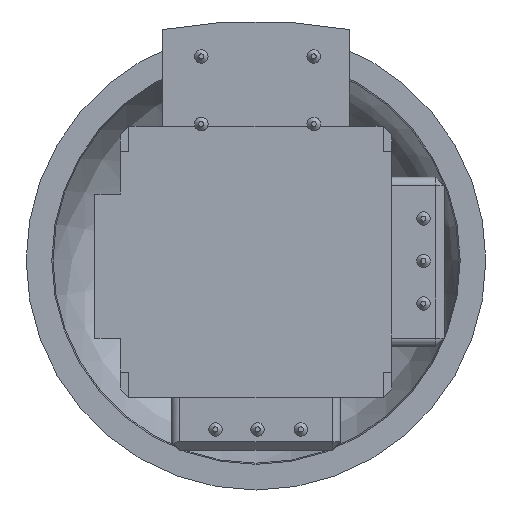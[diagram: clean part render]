
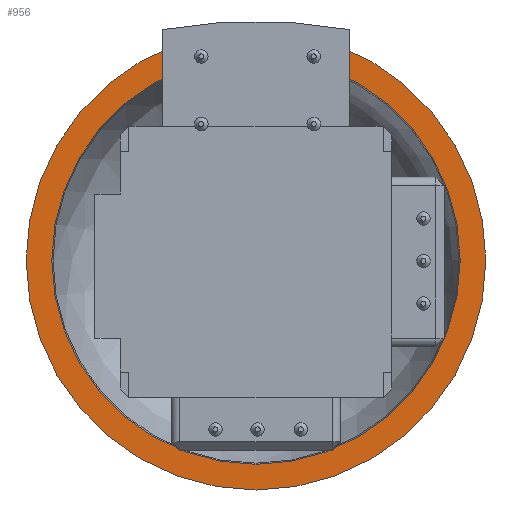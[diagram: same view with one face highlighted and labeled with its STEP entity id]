
A CAD part, front view. The second image highlights one B-rep face of the part: STEP entity #956.
In plain terms, the highlighted planar face has unit normal (0, -1, 0).
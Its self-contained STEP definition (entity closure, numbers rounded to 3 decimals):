
#785 = EDGE_CURVE('',#786,#786,#788,.T.);
#786 = VERTEX_POINT('',#787);
#787 = CARTESIAN_POINT('',(7.686,14.523,0.501)
  );
#788 = SURFACE_CURVE('',#789,(#794,#805),.PCURVE_S1.);
#789 = CIRCLE('',#790,12.041);
#790 = AXIS2_PLACEMENT_3D('',#791,#792,#793);
#791 = CARTESIAN_POINT('',(19.727,14.523,0.501)
  );
#792 = DIRECTION('',(0.,1.,0.));
#793 = DIRECTION('',(-1.,0.,0.));
#794 = PCURVE('',#795,#800);
#795 = CONICAL_SURFACE('',#796,11.972,0.21);
#796 = AXIS2_PLACEMENT_3D('',#797,#798,#799);
#797 = CARTESIAN_POINT('',(19.727,14.849,0.501));
#798 = DIRECTION('',(0.,-1.,0.));
#799 = DIRECTION('',(1.,0.,0.));
#800 = DEFINITIONAL_REPRESENTATION('',(#801),#804);
#801 = B_SPLINE_CURVE_WITH_KNOTS('',1,(#802,#803),.UNSPECIFIED.,.F.,.F.,
  (2,2),(0.,6.283),.PIECEWISE_BEZIER_KNOTS.);
#802 = CARTESIAN_POINT('',(9.425,0.326));
#803 = CARTESIAN_POINT('',(3.142,0.326));
#804 = ( GEOMETRIC_REPRESENTATION_CONTEXT(2) 
PARAMETRIC_REPRESENTATION_CONTEXT() REPRESENTATION_CONTEXT('2D SPACE',''
  ) );
#805 = PCURVE('',#806,#811);
#806 = PLANE('',#807);
#807 = AXIS2_PLACEMENT_3D('',#808,#809,#810);
#808 = CARTESIAN_POINT('',(7.686,14.523,0.501)
  );
#809 = DIRECTION('',(0.,1.,0.));
#810 = DIRECTION('',(-1.,0.,0.));
#811 = DEFINITIONAL_REPRESENTATION('',(#812),#816);
#812 = CIRCLE('',#813,12.041);
#813 = AXIS2_PLACEMENT_2D('',#814,#815);
#814 = CARTESIAN_POINT('',(-12.041,0.));
#815 = DIRECTION('',(1.,0.));
#816 = ( GEOMETRIC_REPRESENTATION_CONTEXT(2) 
PARAMETRIC_REPRESENTATION_CONTEXT() REPRESENTATION_CONTEXT('2D SPACE',''
  ) );
#956 = ADVANCED_FACE('',(#957,#987),#806,.F.);
#957 = FACE_BOUND('',#958,.T.);
#958 = EDGE_LOOP('',(#959));
#959 = ORIENTED_EDGE('',*,*,#960,.F.);
#960 = EDGE_CURVE('',#961,#961,#963,.T.);
#961 = VERTEX_POINT('',#962);
#962 = CARTESIAN_POINT('',(6.174,14.523,0.501)
  );
#963 = SURFACE_CURVE('',#964,(#969,#976),.PCURVE_S1.);
#964 = CIRCLE('',#965,13.554);
#965 = AXIS2_PLACEMENT_3D('',#966,#967,#968);
#966 = CARTESIAN_POINT('',(19.727,14.523,0.501)
  );
#967 = DIRECTION('',(0.,1.,0.));
#968 = DIRECTION('',(-1.,0.,0.));
#969 = PCURVE('',#806,#970);
#970 = DEFINITIONAL_REPRESENTATION('',(#971),#975);
#971 = CIRCLE('',#972,13.554);
#972 = AXIS2_PLACEMENT_2D('',#973,#974);
#973 = CARTESIAN_POINT('',(-12.041,0.));
#974 = DIRECTION('',(1.,0.));
#975 = ( GEOMETRIC_REPRESENTATION_CONTEXT(2) 
PARAMETRIC_REPRESENTATION_CONTEXT() REPRESENTATION_CONTEXT('2D SPACE',''
  ) );
#976 = PCURVE('',#977,#982);
#977 = CONICAL_SURFACE('',#978,13.554,0.164);
#978 = AXIS2_PLACEMENT_3D('',#979,#980,#981);
#979 = CARTESIAN_POINT('',(19.727,14.523,0.501)
  );
#980 = DIRECTION('',(0.,-1.,0.));
#981 = DIRECTION('',(1.,0.,0.));
#982 = DEFINITIONAL_REPRESENTATION('',(#983),#986);
#983 = B_SPLINE_CURVE_WITH_KNOTS('',1,(#984,#985),.UNSPECIFIED.,.F.,.F.,
  (2,2),(0.,6.283),.PIECEWISE_BEZIER_KNOTS.);
#984 = CARTESIAN_POINT('',(3.142,0.));
#985 = CARTESIAN_POINT('',(-3.142,0.));
#986 = ( GEOMETRIC_REPRESENTATION_CONTEXT(2) 
PARAMETRIC_REPRESENTATION_CONTEXT() REPRESENTATION_CONTEXT('2D SPACE',''
  ) );
#987 = FACE_BOUND('',#988,.T.);
#988 = EDGE_LOOP('',(#989));
#989 = ORIENTED_EDGE('',*,*,#785,.T.);
